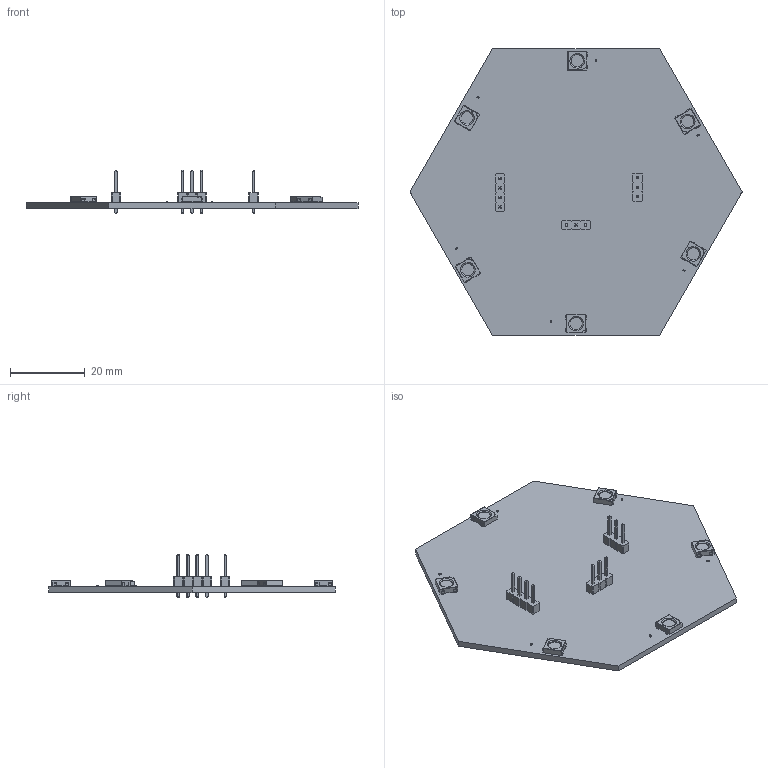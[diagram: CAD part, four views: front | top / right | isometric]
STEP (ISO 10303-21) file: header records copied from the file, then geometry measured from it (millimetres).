
FILE_DESCRIPTION(('KiCad electronic assembly'),'2;1');
FILE_NAME('HEX_PCBv3.step','2022-04-18T14:59:07',('Pcbnew'),('Kicad'), 'Open CASCADE STEP processor 7.6','KiCad to STEP converter','Unknown' );
FILE_SCHEMA(('AUTOMOTIVE_DESIGN { 1 0 10303 214 1 1 1 1 }'));
Length unit declared in the file: millimetre
Products named in the file (10): HEX_PCBv3 1; C_0201_0603Metric; SOLID; LED_WS2812B_PLCC4_5.0x5.0mm_P3.2mm; PinHeader_1x03_P2.54mm_Vertical; PinHeader_1x04_P2.54mm_Vertical; HEX_PCB PCB
Assembly tree (20 placements, depth 3):
  HEX_PCBv3 1
    C_0201_0603Metric  x6
      SOLID
    LED_WS2812B_PLCC4_5.0x5.0mm_P3.2mm  x6
      SOLID
    PinHeader_1x03_P2.54mm_Vertical  x2
      SOLID
    PinHeader_1x04_P2.54mm_Vertical
      SOLID
    HEX_PCB PCB
Bounding box: 88.9 x 76.71 x 11.54 mm (x, y, z)
Volume: 8588.7 mm3; surface area: 11784.2 mm2
Topology: 16 solids, 16 shells, 846 faces, 2284 edges, 1484 vertices
Faces by surface type: bspline 828, cylinder 10, plane 8
Full cylindrical faces by diameter (mm): 1 x10
Entity records: 18569 total; most frequent: CARTESIAN_POINT 6393, B_SPLINE_CURVE_WITH_KNOTS 1951, ORIENTED_EDGE 1478, PCURVE 1478, DEFINITIONAL_REPRESENTATION 1478, EDGE_CURVE 739, SURFACE_CURVE 727, VERTEX_POINT 472
